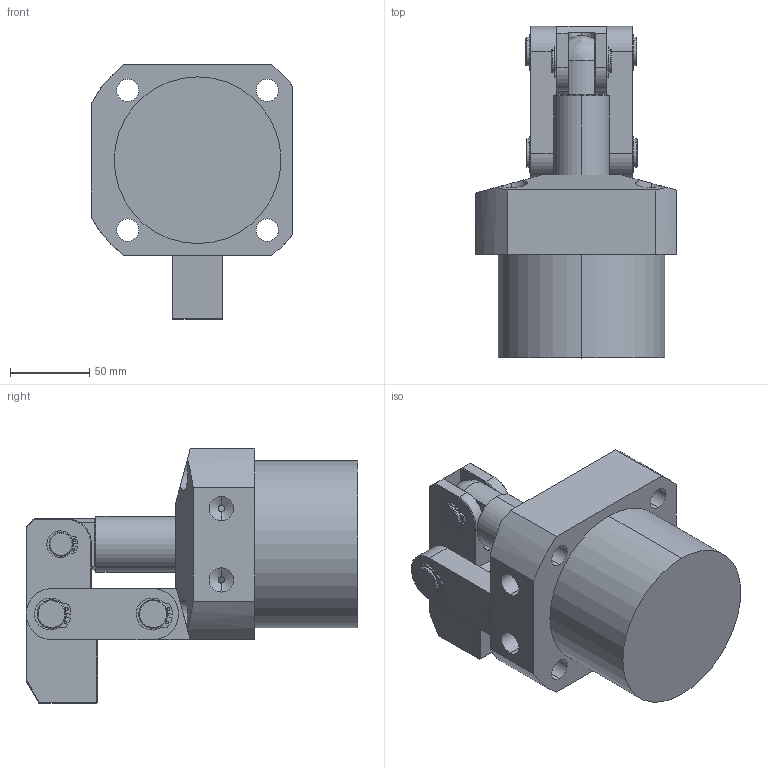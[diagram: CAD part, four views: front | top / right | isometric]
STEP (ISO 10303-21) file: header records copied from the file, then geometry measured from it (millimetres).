
FILE_DESCRIPTION (( 'STEP AP214' ), '1' );
FILE_NAME ('CLKA-105L杠杆油压缸三维图.STEP', '2019-04-19T01:11:18', ( '' ), ( '' ), 'SwSTEP 2.0', 'SolidWorks 2016', '' );
FILE_SCHEMA (( 'AUTOMOTIVE_DESIGN' ));
Length unit declared in the file: millimetre
Products named in the file (9): 105L掛极; 酗粣_4; 傻粣_4; 結18_4; 結15_4; 蟀裝_4; 揤旋_4; 105活塞杆_6; CLKA-105L杠杆油压缸三维图
Assembly tree (14 placements, depth 2):
  CLKA-105L杠杆油压缸三维图
    105活塞杆_6
    揤旋_4
    蟀裝_4  x2
    結15_4  x2
    結18_4  x4
    傻粣_4
    酗粣_4  x2
    105L掛极
Bounding box: 127 x 209 x 160 mm (x, y, z)
Volume: 1079875.8 mm3; surface area: 197061.8 mm2
Topology: 13 solids, 15 shells, 381 faces, 949 edges, 612 vertices
Faces by surface type: cylinder 195, plane 132, cone 52, bspline 2
Entity records: 8409 total; most frequent: CARTESIAN_POINT 1803, DIRECTION 1402, ORIENTED_EDGE 1232, EDGE_CURVE 619, AXIS2_PLACEMENT_3D 543, VERTEX_POINT 398, LINE 316, VECTOR 316
